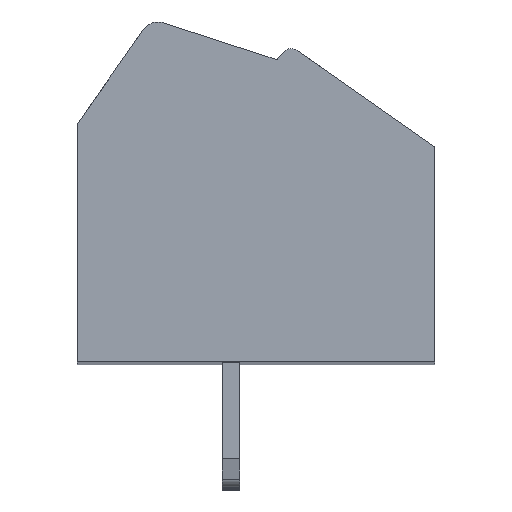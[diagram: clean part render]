
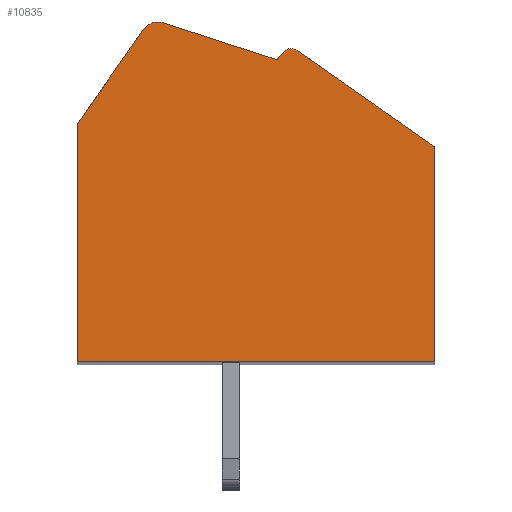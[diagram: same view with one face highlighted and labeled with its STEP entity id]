
A CAD part, top view. The second image highlights one B-rep face of the part: STEP entity #10835.
In plain terms, the highlighted planar face has unit normal (0, 0, 1).
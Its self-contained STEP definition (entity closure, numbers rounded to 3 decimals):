
#945=DIRECTION('',(-0.951,0.309,0.));
#946=VECTOR('',#945,3.333);
#947=CARTESIAN_POINT('',(0.588,3.695,1.75));
#948=LINE('',#947,#946);
#949=DIRECTION('',(-0.638,-0.77,0.));
#950=VECTOR('',#949,0.262);
#951=CARTESIAN_POINT('',(0.755,3.897,1.75));
#952=LINE('',#951,#950);
#953=CARTESIAN_POINT('',(0.986,3.706,1.75));
#954=DIRECTION('',(0.,0.,1.));
#955=DIRECTION('',(0.574,0.819,0.));
#956=AXIS2_PLACEMENT_3D('',#953,#954,#955);
#958=DIRECTION('',(-0.819,0.574,0.));
#959=VECTOR('',#958,4.691);
#960=CARTESIAN_POINT('',(5.,1.261,1.75));
#961=LINE('',#960,#959);
#962=DIRECTION('',(0.,1.,0.));
#963=VECTOR('',#962,6.011);
#964=CARTESIAN_POINT('',(5.,-4.75,1.75));
#965=LINE('',#964,#963);
#966=DIRECTION('',(1.,0.,0.));
#967=VECTOR('',#966,10.);
#968=CARTESIAN_POINT('',(-5.,-4.75,1.75));
#969=LINE('',#968,#967);
#970=DIRECTION('',(0.,-1.,0.));
#971=VECTOR('',#970,6.64);
#972=CARTESIAN_POINT('',(-5.,1.89,1.75));
#973=LINE('',#972,#971);
#974=DIRECTION('',(-0.574,-0.819,0.));
#975=VECTOR('',#974,3.231);
#976=CARTESIAN_POINT('',(-3.147,4.537,1.75));
#977=LINE('',#976,#975);
#978=CARTESIAN_POINT('',(-2.737,4.25,1.75));
#979=DIRECTION('',(0.,0.,1.));
#980=DIRECTION('',(0.309,0.951,0.));
#981=AXIS2_PLACEMENT_3D('',#978,#979,#980);
#7735=CARTESIAN_POINT('',(0.588,3.695,1.75));
#7736=CARTESIAN_POINT('',(-2.583,4.726,1.75));
#7737=VERTEX_POINT('',#7735);
#7738=VERTEX_POINT('',#7736);
#7739=CARTESIAN_POINT('',(-3.147,4.537,1.75));
#7740=VERTEX_POINT('',#7739);
#7741=CARTESIAN_POINT('',(-5.,1.89,1.75));
#7742=VERTEX_POINT('',#7741);
#7743=CARTESIAN_POINT('',(-5.,-4.75,1.75));
#7744=VERTEX_POINT('',#7743);
#7745=CARTESIAN_POINT('',(5.,-4.75,1.75));
#7746=VERTEX_POINT('',#7745);
#7747=CARTESIAN_POINT('',(5.,1.261,1.75));
#7748=VERTEX_POINT('',#7747);
#7749=CARTESIAN_POINT('',(1.158,3.951,1.75));
#7750=VERTEX_POINT('',#7749);
#7751=CARTESIAN_POINT('',(0.755,3.897,1.75));
#7752=VERTEX_POINT('',#7751);
#10819=CARTESIAN_POINT('',(0.,0.,1.75));
#10820=DIRECTION('',(0.,0.,1.));
#10821=DIRECTION('',(1.,0.,0.));
#10822=AXIS2_PLACEMENT_3D('',#10819,#10820,#10821);
#10823=PLANE('',#10822);
#10824=ORIENTED_EDGE('',*,*,#10103,.F.);
#10825=ORIENTED_EDGE('',*,*,#10118,.F.);
#10826=ORIENTED_EDGE('',*,*,#10132,.F.);
#10827=ORIENTED_EDGE('',*,*,#10146,.F.);
#10828=ORIENTED_EDGE('',*,*,#10290,.F.);
#10829=ORIENTED_EDGE('',*,*,#10434,.F.);
#10830=ORIENTED_EDGE('',*,*,#10578,.F.);
#10831=ORIENTED_EDGE('',*,*,#10722,.F.);
#10832=ORIENTED_EDGE('',*,*,#10813,.F.);
#10833=EDGE_LOOP('',(#10824,#10825,#10826,#10827,#10828,#10829,#10830,#10831,
#10832));
#10834=FACE_OUTER_BOUND('',#10833,.F.);
#957=CIRCLE('',#956,0.3);
#982=CIRCLE('',#981,0.5);
#10103=EDGE_CURVE('',#7737,#7738,#948,.T.);
#10118=EDGE_CURVE('',#7752,#7737,#952,.T.);
#10132=EDGE_CURVE('',#7750,#7752,#957,.T.);
#10146=EDGE_CURVE('',#7748,#7750,#961,.T.);
#10290=EDGE_CURVE('',#7746,#7748,#965,.T.);
#10434=EDGE_CURVE('',#7744,#7746,#969,.T.);
#10578=EDGE_CURVE('',#7742,#7744,#973,.T.);
#10722=EDGE_CURVE('',#7740,#7742,#977,.T.);
#10813=EDGE_CURVE('',#7738,#7740,#982,.T.);
#10835=ADVANCED_FACE('',(#10834),#10823,.T.);
